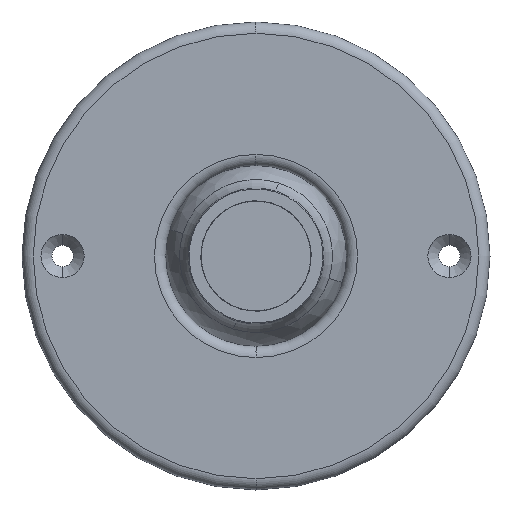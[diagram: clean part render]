
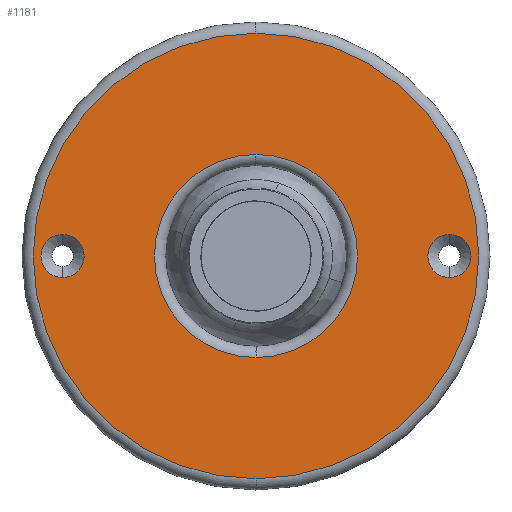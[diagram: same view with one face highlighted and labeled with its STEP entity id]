
A CAD part, front view. The second image highlights one B-rep face of the part: STEP entity #1181.
In plain terms, the highlighted face is planar.
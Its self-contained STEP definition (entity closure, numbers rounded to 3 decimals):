
#287 = VERTEX_POINT ( 'NONE', #6232 ) ;
#303 = AXIS2_PLACEMENT_3D ( 'NONE', #4562, #3321, #11931 ) ;
#495 = DIRECTION ( 'NONE',  ( 0., -1., 0. ) ) ;
#590 = CARTESIAN_POINT ( 'NONE',  ( -31., 4.6, 3.47 ) ) ;
#703 = EDGE_CURVE ( 'NONE', #11417, #287, #4037, .T. ) ;
#1181 = ADVANCED_FACE ( 'NONE', ( #6159, #7899, #4633, #9815 ), #14372, .F. ) ;
#1436 = CIRCLE ( 'NONE', #2148, 3.47 ) ;
#1727 = EDGE_CURVE ( 'NONE', #287, #11417, #12512, .T. ) ;
#2055 = VERTEX_POINT ( 'NONE', #3986 ) ;
#2148 = AXIS2_PLACEMENT_3D ( 'NONE', #14224, #8017, #9175 ) ;
#2434 = EDGE_CURVE ( 'NONE', #3207, #2055, #3460, .T. ) ;
#2821 = EDGE_LOOP ( 'NONE', ( #2926, #11395 ) ) ;
#2903 = VERTEX_POINT ( 'NONE', #8246 ) ;
#2926 = ORIENTED_EDGE ( 'NONE', *, *, #5425, .F. ) ;
#3003 = DIRECTION ( 'NONE',  ( 0., -1., 0. ) ) ;
#3007 = CARTESIAN_POINT ( 'NONE',  ( 31., 4.6, 0. ) ) ;
#3061 = CARTESIAN_POINT ( 'NONE',  ( 0., 4.6, 0. ) ) ;
#3207 = VERTEX_POINT ( 'NONE', #12339 ) ;
#3321 = DIRECTION ( 'NONE',  ( 0., 1., 0. ) ) ;
#3326 = CARTESIAN_POINT ( 'NONE',  ( -31., 4.6, -3.47 ) ) ;
#3431 = CIRCLE ( 'NONE', #6258, 3.47 ) ;
#3460 = CIRCLE ( 'NONE', #4735, 16.275 ) ;
#3521 = DIRECTION ( 'NONE',  ( 0., 1., 0. ) ) ;
#3546 = CARTESIAN_POINT ( 'NONE',  ( 0., 4.6, 0. ) ) ;
#3986 = CARTESIAN_POINT ( 'NONE',  ( 0., 4.6, -16.275 ) ) ;
#4037 = CIRCLE ( 'NONE', #7299, 3.47 ) ;
#4084 = CIRCLE ( 'NONE', #12318, 16.275 ) ;
#4272 = ORIENTED_EDGE ( 'NONE', *, *, #7881, .T. ) ;
#4536 = CARTESIAN_POINT ( 'NONE',  ( -31., 4.6, 0. ) ) ;
#4562 = CARTESIAN_POINT ( 'NONE',  ( 31., 4.6, 0. ) ) ;
#4633 = FACE_BOUND ( 'NONE', #6406, .T. ) ;
#4735 = AXIS2_PLACEMENT_3D ( 'NONE', #8984, #495, #15218 ) ;
#5385 = VERTEX_POINT ( 'NONE', #590 ) ;
#5425 = EDGE_CURVE ( 'NONE', #5385, #8404, #3431, .T. ) ;
#5476 = CARTESIAN_POINT ( 'NONE',  ( 0., 4.6, 35.7 ) ) ;
#6159 = FACE_BOUND ( 'NONE', #2821, .T. ) ;
#6183 = VERTEX_POINT ( 'NONE', #5476 ) ;
#6232 = CARTESIAN_POINT ( 'NONE',  ( 31., 4.6, -3.47 ) ) ;
#6251 = ORIENTED_EDGE ( 'NONE', *, *, #2434, .T. ) ;
#6258 = AXIS2_PLACEMENT_3D ( 'NONE', #4536, #13167, #13110 ) ;
#6406 = EDGE_LOOP ( 'NONE', ( #7368, #6251 ) ) ;
#6642 = DIRECTION ( 'NONE',  ( 0., 1., 0. ) ) ;
#7163 = EDGE_LOOP ( 'NONE', ( #8395, #4272 ) ) ;
#7299 = AXIS2_PLACEMENT_3D ( 'NONE', #3007, #6642, #9119 ) ;
#7368 = ORIENTED_EDGE ( 'NONE', *, *, #15470, .T. ) ;
#7681 = AXIS2_PLACEMENT_3D ( 'NONE', #13132, #3003, #14226 ) ;
#7881 = EDGE_CURVE ( 'NONE', #6183, #2903, #15809, .T. ) ;
#7899 = FACE_BOUND ( 'NONE', #12063, .T. ) ;
#7957 = DIRECTION ( 'NONE',  ( 0., 0., -1. ) ) ;
#8017 = DIRECTION ( 'NONE',  ( 0., 1., 0. ) ) ;
#8246 = CARTESIAN_POINT ( 'NONE',  ( 0., 4.6, -35.7 ) ) ;
#8395 = ORIENTED_EDGE ( 'NONE', *, *, #14837, .T. ) ;
#8404 = VERTEX_POINT ( 'NONE', #3326 ) ;
#8414 = CARTESIAN_POINT ( 'NONE',  ( 0., 4.6, 0. ) ) ;
#8713 = CIRCLE ( 'NONE', #9466, 35.7 ) ;
#8984 = CARTESIAN_POINT ( 'NONE',  ( 0., 4.6, 0. ) ) ;
#9119 = DIRECTION ( 'NONE',  ( 0., 0., 1. ) ) ;
#9175 = DIRECTION ( 'NONE',  ( 0., 0., 1. ) ) ;
#9466 = AXIS2_PLACEMENT_3D ( 'NONE', #8414, #3521, #11980 ) ;
#9815 = FACE_OUTER_BOUND ( 'NONE', #7163, .T. ) ;
#10826 = ORIENTED_EDGE ( 'NONE', *, *, #1727, .F. ) ;
#10932 = DIRECTION ( 'NONE',  ( 0., 1., 0. ) ) ;
#11395 = ORIENTED_EDGE ( 'NONE', *, *, #15364, .F. ) ;
#11417 = VERTEX_POINT ( 'NONE', #15759 ) ;
#11883 = AXIS2_PLACEMENT_3D ( 'NONE', #3546, #10932, #14620 ) ;
#11931 = DIRECTION ( 'NONE',  ( 0., 0., 1. ) ) ;
#11980 = DIRECTION ( 'NONE',  ( 0., 0., -1. ) ) ;
#12063 = EDGE_LOOP ( 'NONE', ( #13065, #10826 ) ) ;
#12318 = AXIS2_PLACEMENT_3D ( 'NONE', #3061, #15354, #7957 ) ;
#12339 = CARTESIAN_POINT ( 'NONE',  ( 0., 4.6, 16.275 ) ) ;
#12512 = CIRCLE ( 'NONE', #303, 3.47 ) ;
#13065 = ORIENTED_EDGE ( 'NONE', *, *, #703, .F. ) ;
#13110 = DIRECTION ( 'NONE',  ( 0., 0., 1. ) ) ;
#13132 = CARTESIAN_POINT ( 'NONE',  ( 0., 4.6, 0. ) ) ;
#13167 = DIRECTION ( 'NONE',  ( 0., 1., 0. ) ) ;
#14224 = CARTESIAN_POINT ( 'NONE',  ( -31., 4.6, 0. ) ) ;
#14226 = DIRECTION ( 'NONE',  ( 0., 0., -1. ) ) ;
#14372 = PLANE ( 'NONE',  #7681 ) ;
#14620 = DIRECTION ( 'NONE',  ( 0., 0., -1. ) ) ;
#14837 = EDGE_CURVE ( 'NONE', #2903, #6183, #8713, .T. ) ;
#15218 = DIRECTION ( 'NONE',  ( 0., 0., -1. ) ) ;
#15354 = DIRECTION ( 'NONE',  ( 0., -1., 0. ) ) ;
#15364 = EDGE_CURVE ( 'NONE', #8404, #5385, #1436, .T. ) ;
#15470 = EDGE_CURVE ( 'NONE', #2055, #3207, #4084, .T. ) ;
#15759 = CARTESIAN_POINT ( 'NONE',  ( 31., 4.6, 3.47 ) ) ;
#15809 = CIRCLE ( 'NONE', #11883, 35.7 ) ;
